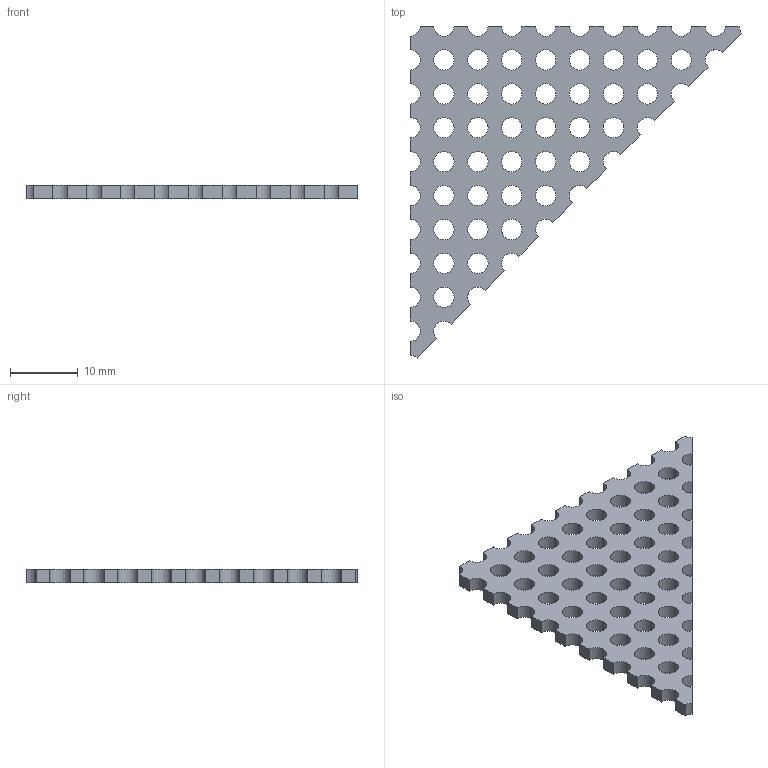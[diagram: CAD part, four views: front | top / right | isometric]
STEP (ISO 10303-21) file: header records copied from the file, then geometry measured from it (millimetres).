
FILE_DESCRIPTION (( 'STEP AP214' ), '1' );
FILE_NAME ('Green Triangle Board.STEP', '2022-02-11T14:08:18', ( '' ), ( '' ), 'SwSTEP 2.0', 'SolidWorks 2016', '' );
FILE_SCHEMA (( 'AUTOMOTIVE_DESIGN' ));
Length unit declared in the file: millimetre
Products named in the file (2): Green Triangle Board
Bounding box: 48.94 x 48.94 x 2 mm (x, y, z)
Volume: 1793.1 mm3; surface area: 2897 mm2
Topology: 1 solids, 1 shells, 143 faces, 423 edges, 282 vertices
Faces by surface type: cylinder 111, plane 32
Entity records: 5092 total; most frequent: DIRECTION 935, CARTESIAN_POINT 850, ORIENTED_EDGE 846, EDGE_CURVE 423, AXIS2_PLACEMENT_3D 367, VERTEX_POINT 282, CIRCLE 222, EDGE_LOOP 215
